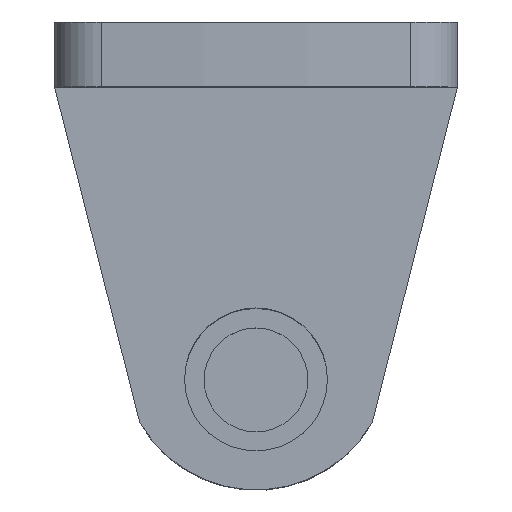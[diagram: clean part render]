
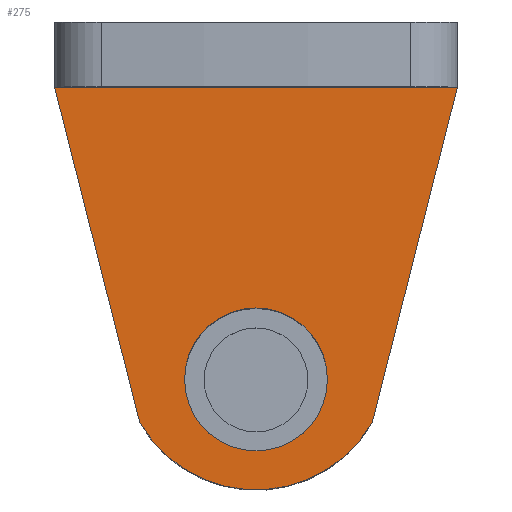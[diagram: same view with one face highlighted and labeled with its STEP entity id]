
A CAD part, top view. The second image highlights one B-rep face of the part: STEP entity #275.
In plain terms, the highlighted planar face has unit normal (0, 0, 1).
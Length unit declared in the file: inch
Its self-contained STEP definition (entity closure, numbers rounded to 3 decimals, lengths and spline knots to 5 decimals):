
#57 = AXIS2_PLACEMENT_3D ( 'NONE', #1153, #388, #1920 ) ;
#105 = DIRECTION ( 'NONE',  ( 0., 0., -1. ) ) ;
#186 = DIRECTION ( 'NONE',  ( -0.246, 0.969, 0. ) ) ;
#254 = AXIS2_PLACEMENT_3D ( 'NONE', #2044, #105, #1860 ) ;
#275 = ADVANCED_FACE ( 'NONE', ( #1115, #2480 ), #687, .T. ) ;
#290 = DIRECTION ( 'NONE',  ( 1., 0., 0. ) ) ;
#299 = ORIENTED_EDGE ( 'NONE', *, *, #1658, .F. ) ;
#322 = DIRECTION ( 'NONE',  ( 1., 0., 0. ) ) ;
#328 = LINE ( 'NONE', #1523, #2243 ) ;
#334 = CIRCLE ( 'NONE', #2378, 0.43307 ) ;
#354 = CIRCLE ( 'NONE', #254, 0.43307 ) ;
#363 = EDGE_LOOP ( 'NONE', ( #900, #941 ) ) ;
#388 = DIRECTION ( 'NONE',  ( 0., 0., 1. ) ) ;
#415 = CIRCLE ( 'NONE', #57, 0.81028 ) ;
#429 = CARTESIAN_POINT ( 'NONE',  ( 1.22047, -0.3937, 1.23693 ) ) ;
#469 = VECTOR ( 'NONE', #290, 39.37008 ) ;
#483 = DIRECTION ( 'NONE',  ( 0., 0., 1. ) ) ;
#493 = CARTESIAN_POINT ( 'NONE',  ( -1.22047, -0.3937, 1.23693 ) ) ;
#502 = ORIENTED_EDGE ( 'NONE', *, *, #916, .F. ) ;
#518 = EDGE_CURVE ( 'NONE', #1208, #2271, #415, .T. ) ;
#559 = VERTEX_POINT ( 'NONE', #2336 ) ;
#635 = DIRECTION ( 'NONE',  ( 0., 0., -1. ) ) ;
#663 = ORIENTED_EDGE ( 'NONE', *, *, #518, .T. ) ;
#687 = PLANE ( 'NONE',  #1058 ) ;
#878 = CARTESIAN_POINT ( 'NONE',  ( 1.22047, -0.3937, 1.23693 ) ) ;
#895 = EDGE_CURVE ( 'NONE', #2063, #559, #334, .T. ) ;
#900 = ORIENTED_EDGE ( 'NONE', *, *, #895, .T. ) ;
#916 = EDGE_CURVE ( 'NONE', #1208, #2366, #1600, .T. ) ;
#941 = ORIENTED_EDGE ( 'NONE', *, *, #1264, .T. ) ;
#1052 = CARTESIAN_POINT ( 'NONE',  ( 0., -2.16535, 1.23693 ) ) ;
#1058 = AXIS2_PLACEMENT_3D ( 'NONE', #878, #483, #322 ) ;
#1115 = FACE_OUTER_BOUND ( 'NONE', #2445, .T. ) ;
#1140 = ORIENTED_EDGE ( 'NONE', *, *, #1883, .F. ) ;
#1153 = CARTESIAN_POINT ( 'NONE',  ( 0., -2.02437, 1.23693 ) ) ;
#1208 = VERTEX_POINT ( 'NONE', #1430 ) ;
#1264 = EDGE_CURVE ( 'NONE', #559, #2063, #354, .T. ) ;
#1314 = DIRECTION ( 'NONE',  ( -1., 0., 0. ) ) ;
#1430 = CARTESIAN_POINT ( 'NONE',  ( -0.70452, -2.42461, 1.23693 ) ) ;
#1523 = CARTESIAN_POINT ( 'NONE',  ( 0.70452, -2.42461, 1.23693 ) ) ;
#1536 = DIRECTION ( 'NONE',  ( -0.246, -0.969, 0. ) ) ;
#1600 = LINE ( 'NONE', #1916, #2333 ) ;
#1656 = LINE ( 'NONE', #493, #469 ) ;
#1658 = EDGE_CURVE ( 'NONE', #1791, #2271, #328, .T. ) ;
#1791 = VERTEX_POINT ( 'NONE', #429 ) ;
#1857 = CARTESIAN_POINT ( 'NONE',  ( -1.22047, -0.3937, 1.23693 ) ) ;
#1860 = DIRECTION ( 'NONE',  ( -1., 0., 0. ) ) ;
#1883 = EDGE_CURVE ( 'NONE', #2366, #1791, #1656, .T. ) ;
#1916 = CARTESIAN_POINT ( 'NONE',  ( -1.22047, -0.3937, 1.23693 ) ) ;
#1920 = DIRECTION ( 'NONE',  ( 1., 0., 0. ) ) ;
#2044 = CARTESIAN_POINT ( 'NONE',  ( 0., -2.16535, 1.23693 ) ) ;
#2063 = VERTEX_POINT ( 'NONE', #2273 ) ;
#2243 = VECTOR ( 'NONE', #1536, 39.37008 ) ;
#2271 = VERTEX_POINT ( 'NONE', #2384 ) ;
#2273 = CARTESIAN_POINT ( 'NONE',  ( -0.43307, -2.16535, 1.23693 ) ) ;
#2333 = VECTOR ( 'NONE', #186, 39.37008 ) ;
#2336 = CARTESIAN_POINT ( 'NONE',  ( 0.43307, -2.16535, 1.23693 ) ) ;
#2366 = VERTEX_POINT ( 'NONE', #1857 ) ;
#2378 = AXIS2_PLACEMENT_3D ( 'NONE', #1052, #635, #1314 ) ;
#2384 = CARTESIAN_POINT ( 'NONE',  ( 0.70452, -2.42461, 1.23693 ) ) ;
#2445 = EDGE_LOOP ( 'NONE', ( #299, #1140, #502, #663 ) ) ;
#2480 = FACE_BOUND ( 'NONE', #363, .T. ) ;
